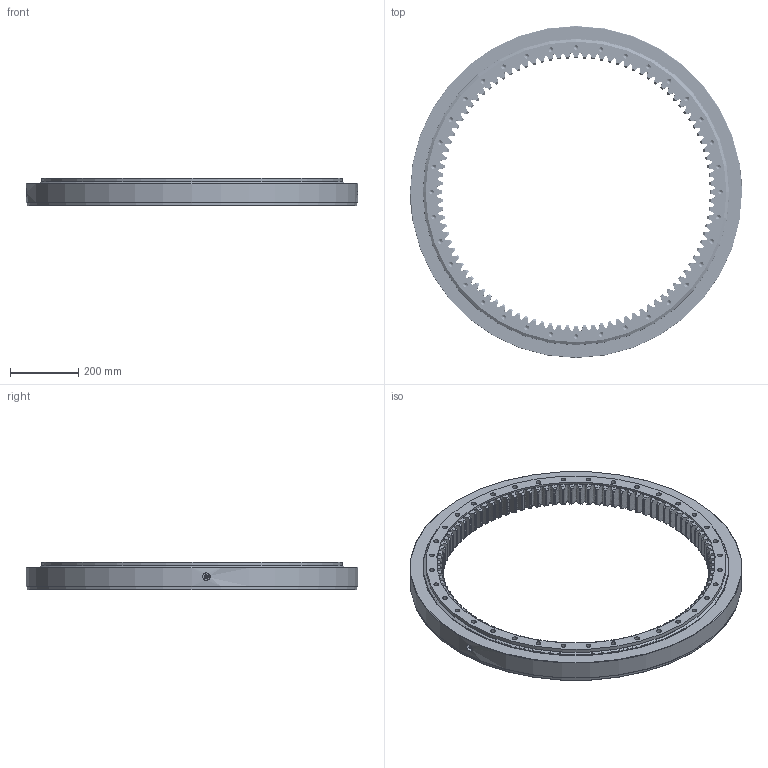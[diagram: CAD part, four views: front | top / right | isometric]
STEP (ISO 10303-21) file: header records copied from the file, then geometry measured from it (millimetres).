
FILE_DESCRIPTION (( 'STEP AP214' ), '1' );
FILE_NAME ('I.976.25.15.D.5-RV.STEP', '2020-05-13T10:32:16', ( '' ), ( '' ), 'SwSTEP 2.0', 'SolidWorks 2016', '' );
FILE_SCHEMA (( 'AUTOMOTIVE_DESIGN' ));
Length unit declared in the file: millimetre
Products named in the file (7): Roller L25; I.976.25.15.D.5-RV - OR Seal; I.976.25.15.D.5-RV - OR; Grease nipple 1-8 - 27 NPT; I.976.25.15.D.5-RV - IR; I.976.25.15.D.5-RV; I.976.25.15.D.5-RV - IR Seal
Assembly tree (96 placements, depth 2):
  I.976.25.15.D.5-RV
    I.976.25.15.D.5-RV - IR
    I.976.25.15.D.5-RV - OR
    Roller L25  x90
    I.976.25.15.D.5-RV - IR Seal
    I.976.25.15.D.5-RV - OR Seal
    Grease nipple 1-8 - 27 NPT  x2
Bounding box: 976 x 976 x 82 mm (x, y, z)
Volume: 15657910.8 mm3; surface area: 2094814.4 mm2
Topology: 96 solids, 96 shells, 1504 faces, 3502 edges, 2201 vertices
Faces by surface type: plane 417, cylinder 385, cone 313, bspline 200, torus 189
Full cylindrical faces by diameter (mm): 3 x2, 5 x2, 9.093 x2, 10.287 x2, 14 x72, 22 x2, 25 x90, 820 x1, 870 x2, 884 x3, 888 x3, 902 x2, 970 x1, 976 x1
Entity records: 96826 total; most frequent: CARTESIAN_POINT 72663, ORIENTED_EDGE 4924, DIRECTION 4312, EDGE_CURVE 2462, AXIS2_PLACEMENT_3D 1953, VERTEX_POINT 1640, EDGE_LOOP 1244, FACE_OUTER_BOUND 1133
